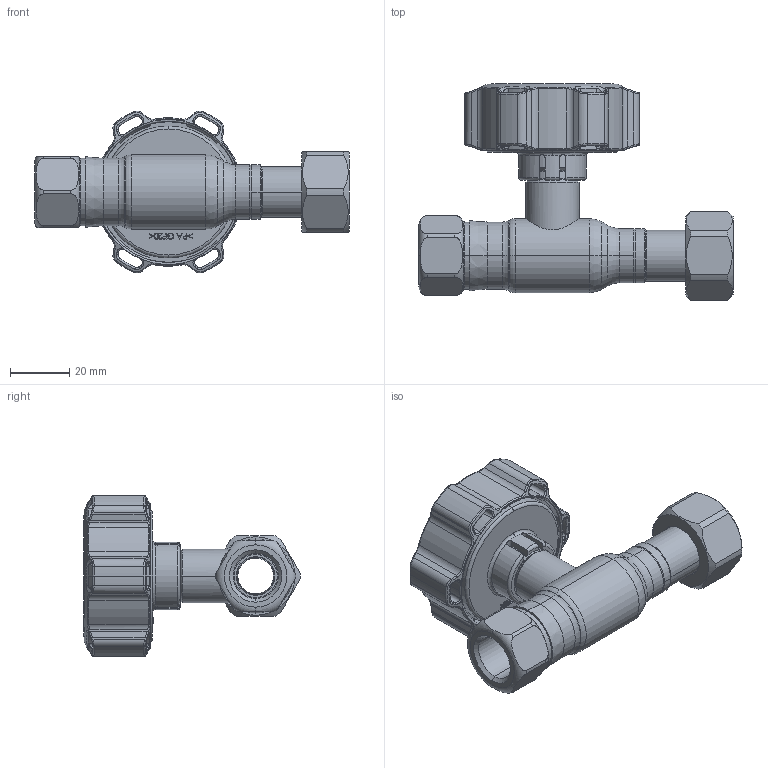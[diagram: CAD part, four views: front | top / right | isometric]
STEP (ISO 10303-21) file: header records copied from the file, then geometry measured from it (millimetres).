
FILE_DESCRIPTION (( 'STEP AP214' ), '1' );
FILE_NAME ('2010002200-0200.step', '2024-01-11T11:23:17', ( '' ), ( '' ), 'SwSTEP 2.0', 'SolidWorks 2021', '' );
FILE_SCHEMA (( 'AUTOMOTIVE_DESIGN' ));
Length unit declared in the file: millimetre
Products named in the file (1): 2010002200-0200
Bounding box: 105.9 x 72.9 x 54.57 mm (x, y, z)
Surface area: 27329.8 mm2 (no closed solid volume)
Topology: 0 solids, 13 shells, 573 faces, 1599 edges, 1016 vertices
Faces by surface type: bspline 172, cylinder 147, plane 107, torus 87, cone 60
Entity records: 34445 total; most frequent: CARTESIAN_POINT 15014, ORIENTED_EDGE 2901, DIRECTION 2349, EDGE_CURVE 1599, VERTEX_POINT 1016, AXIS2_PLACEMENT_3D 944, EDGE_LOOP 610, UNCERTAINTY_MEASURE_WITH_UNIT 575
